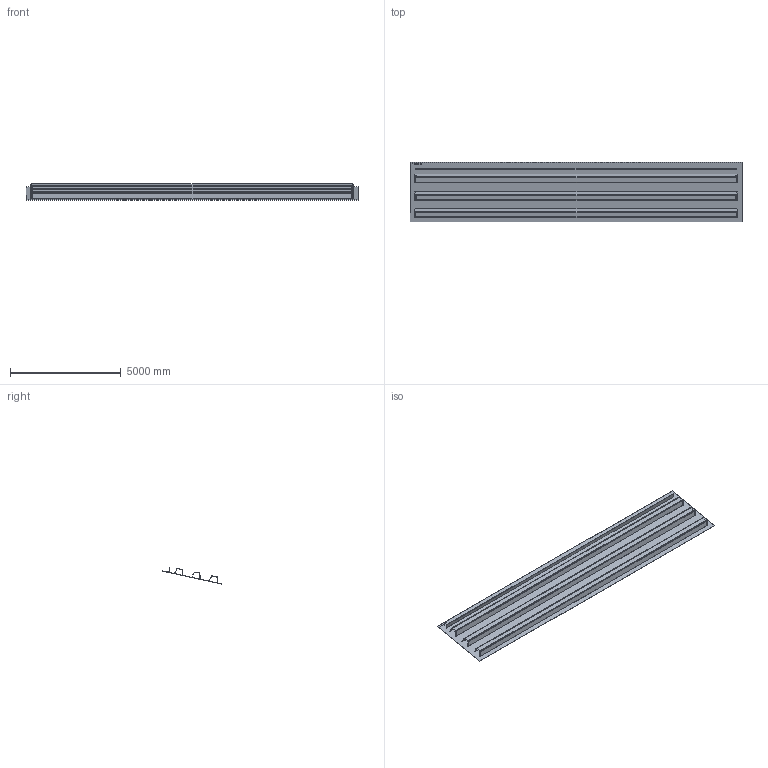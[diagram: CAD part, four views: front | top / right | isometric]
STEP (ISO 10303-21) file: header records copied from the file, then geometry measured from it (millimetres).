
FILE_DESCRIPTION(('Open CASCADE Model'),'2;1');
FILE_NAME('Open CASCADE Shape Model','2023-03-15T08:35:01',('Author'),( 'Open CASCADE'),'Open CASCADE STEP processor 7.5','Open CASCADE 7.5' ,'Unknown');
FILE_SCHEMA(('AUTOMOTIVE_DESIGN { 1 0 10303 214 1 1 1 1 }'));
Length unit declared in the file: metre
Products named in the file (86): product-5ba1937b-0000-404c-3135-333733343331-body 1; product-5ba1937b-0000-404c-3135-333733343331-body 1.1; product-5ba1937b-0000-404c-3135-333733343331-body 1.1.1; product-5ba1937b-0000-404c-3135-333733343331-body 1.1.2; product-5ba1937b-0000-404c-3135-333733343331-body 1.1.3; product-5ba1937b-0000-404c-3135-333733343331-body 1.1.4; product-5ba1937b-0000-404c-3135-333733343331-body 1.1.5; product-5ba1937b-0000-404c-3135-333733343331-body 1.1.6; product-5ba1937b-0000-404c-3135-333733343331-body 1.1.7; product-5ba1937b-0000-404c-3135-333733343331-body 1.1.8; product-5ba1937b-0000-404c-3135-333733343331-body 1.1.9; product-5b8c7ab1-0003-3211-3135-333539343038-body 2; product-5b8c7ab1-0003-3211-3135-333539343038-body 2.1; product-5b8c7ab1-0003-3211-3135-333539343038-body 2.1.1; product-5b8c7ab1-0003-3211-3135-333539343038-body 2.1.2; product-5b8c7ab1-0003-3211-3135-333539343038-body 2.1.3; product-5b8c7ab1-0003-3211-3135-333539343038-body 2.1.4; product-5b8c7ab1-0003-3211-3135-333539343038-body 2.1.5; product-5b8c7ab1-0003-3211-3135-333539343038-body 2.1.6; product-5b8c7ab1-0003-3211-3135-333539343038-body 2.1.7; product-5b8c7ab1-0003-3211-3135-333539343038-body 2.1.8; product-5b8c7ab1-0003-3211-3135-333539343038-body 2.1.9; product-5b8c7ab1-0003-3211-3135-333539343038-body 2.1.10; product-5b8c7ab1-0003-3211-3135-333539343038-body 2.1.11; product-5b8c7ab1-0003-3211-3135-333539343038-body 2.1.12; product-5b8c7ab1-0003-3211-3135-333539343038-body 2.1.13; product-5b8c7ab1-0003-3211-3135-333539343038-body 2.1.14; product-5b8c7ab1-0003-3211-3135-333539343038-body 2.1.15; product-5b8c7ab1-0003-3211-3135-333539343038-body 2.1.16; product-5b8c7ab1-0003-3211-3135-333539343038-body 2.1.17; product-5b8c7ab1-0003-3211-3135-333539343038-body 2.1.18; product-5b8c7ab1-0003-3211-3135-333539343038-body 2.1.19; product-5b8c7ab1-0003-3211-3135-333539343038-body 2.1.20; product-5b8c7ab1-0003-3211-3135-333539343038-body 2.1.21; product-5b8c7ab1-0003-3211-3135-333539343038-body 2.1.22; product-5b8c7ab1-0003-320e-3135-333539343038-body 3; product-5b8c7ab1-0003-320b-3135-333539343038-body 4; product-5b8c7ab1-0003-3208-3135-333539343038-body 5; product-5b8c7ab1-0003-3205-3135-333539343038-body 6; product-5b8c7ab1-0003-3202-3135-333539343038-body 7 ...
Assembly tree (81 placements, depth 3):
  product-5ba1937b-0000-404c-3135-333733343331-body 1
    product-5ba1937b-0000-404c-3135-333733343331-body 1.1
      product-5ba1937b-0000-404c-3135-333733343331-body 1.1.1
      product-5ba1937b-0000-404c-3135-333733343331-body 1.1.2
      product-5ba1937b-0000-404c-3135-333733343331-body 1.1.3
      product-5ba1937b-0000-404c-3135-333733343331-body 1.1.4
      product-5ba1937b-0000-404c-3135-333733343331-body 1.1.5
      product-5ba1937b-0000-404c-3135-333733343331-body 1.1.6
      product-5ba1937b-0000-404c-3135-333733343331-body 1.1.7
      product-5ba1937b-0000-404c-3135-333733343331-body 1.1.8
      product-5ba1937b-0000-404c-3135-333733343331-body 1.1.9
  product-5b8c7ab1-0003-3211-3135-333539343038-body 2
    product-5b8c7ab1-0003-3211-3135-333539343038-body 2.1
      product-5b8c7ab1-0003-3211-3135-333539343038-body 2.1.1
      product-5b8c7ab1-0003-3211-3135-333539343038-body 2.1.2
      product-5b8c7ab1-0003-3211-3135-333539343038-body 2.1.3
      product-5b8c7ab1-0003-3211-3135-333539343038-body 2.1.4
      product-5b8c7ab1-0003-3211-3135-333539343038-body 2.1.5
      product-5b8c7ab1-0003-3211-3135-333539343038-body 2.1.6
      product-5b8c7ab1-0003-3211-3135-333539343038-body 2.1.7
      product-5b8c7ab1-0003-3211-3135-333539343038-body 2.1.8
      product-5b8c7ab1-0003-3211-3135-333539343038-body 2.1.9
      product-5b8c7ab1-0003-3211-3135-333539343038-body 2.1.10
      product-5b8c7ab1-0003-3211-3135-333539343038-body 2.1.11
      product-5b8c7ab1-0003-3211-3135-333539343038-body 2.1.12
      product-5b8c7ab1-0003-3211-3135-333539343038-body 2.1.13
      product-5b8c7ab1-0003-3211-3135-333539343038-body 2.1.14
      product-5b8c7ab1-0003-3211-3135-333539343038-body 2.1.15
      product-5b8c7ab1-0003-3211-3135-333539343038-body 2.1.16
      product-5b8c7ab1-0003-3211-3135-333539343038-body 2.1.17
      product-5b8c7ab1-0003-3211-3135-333539343038-body 2.1.18
      product-5b8c7ab1-0003-3211-3135-333539343038-body 2.1.19
      product-5b8c7ab1-0003-3211-3135-333539343038-body 2.1.20
      product-5b8c7ab1-0003-3211-3135-333539343038-body 2.1.21
      product-5b8c7ab1-0003-3211-3135-333539343038-body 2.1.22
  product-5b8c7ab1-0003-320e-3135-333539343038-body 3
    product-5b8c7ab1-0003-3211-3135-333539343038-body 2.1
      product-5b8c7ab1-0003-3211-3135-333539343038-body 2.1.1
      product-5b8c7ab1-0003-3211-3135-333539343038-body 2.1.2
      product-5b8c7ab1-0003-3211-3135-333539343038-body 2.1.3
      product-5b8c7ab1-0003-3211-3135-333539343038-body 2.1.4
      product-5b8c7ab1-0003-3211-3135-333539343038-body 2.1.5
      product-5b8c7ab1-0003-3211-3135-333539343038-body 2.1.6
      product-5b8c7ab1-0003-3211-3135-333539343038-body 2.1.7
      product-5b8c7ab1-0003-3211-3135-333539343038-body 2.1.8
      product-5b8c7ab1-0003-3211-3135-333539343038-body 2.1.9
      product-5b8c7ab1-0003-3211-3135-333539343038-body 2.1.10
      product-5b8c7ab1-0003-3211-3135-333539343038-body 2.1.11
      product-5b8c7ab1-0003-3211-3135-333539343038-body 2.1.12
      product-5b8c7ab1-0003-3211-3135-333539343038-body 2.1.13
      product-5b8c7ab1-0003-3211-3135-333539343038-body 2.1.14
      product-5b8c7ab1-0003-3211-3135-333539343038-body 2.1.15
      product-5b8c7ab1-0003-3211-3135-333539343038-body 2.1.16
      product-5b8c7ab1-0003-3211-3135-333539343038-body 2.1.17
      product-5b8c7ab1-0003-3211-3135-333539343038-body 2.1.18
      product-5b8c7ab1-0003-3211-3135-333539343038-body 2.1.19
      product-5b8c7ab1-0003-3211-3135-333539343038-body 2.1.20
      product-5b8c7ab1-0003-3211-3135-333539343038-body 2.1.21
      product-5b8c7ab1-0003-3211-3135-333539343038-body 2.1.22
  product-5b8c7ab1-0003-320b-3135-333539343038-body 4
Bounding box: 15000 x 2702.34 x 723.73 mm (x, y, z)
Surface area: 157096577.2 mm2 (no closed solid volume)
Topology: 0 solids, 231 shells, 231 faces, 1242 edges, 1242 vertices
Faces by surface type: plane 231
Entity records: 7514 total; most frequent: CARTESIAN_POINT 1213, DIRECTION 1010, LINE 708, VECTOR 708, ORIENTED_EDGE 354, EDGE_CURVE 354, VERTEX_POINT 354, SURFACE_CURVE 354
